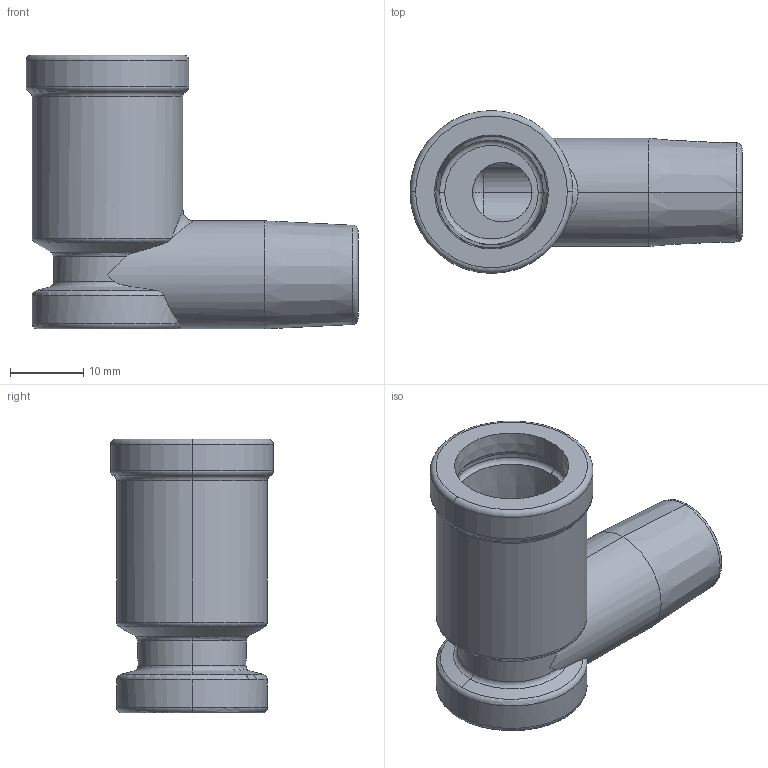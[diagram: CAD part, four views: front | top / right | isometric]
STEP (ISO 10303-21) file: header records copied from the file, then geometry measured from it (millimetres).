
FILE_DESCRIPTION (( 'STEP AP203' ), '1' );
FILE_NAME ('CB66.STEP', '2019-10-30T16:51:08', ( 'tempuser' ), ( 'Microsoft' ), 'SwSTEP 2.0', 'SolidWorks 2019', '' );
FILE_SCHEMA (( 'CONFIG_CONTROL_DESIGN' ));
Length unit declared in the file: inch
Products named in the file (1): CB66
Bounding box: 45.28 x 22.23 x 37.34 mm (x, y, z)
Volume: 10733.3 mm3; surface area: 6116 mm2
Topology: 1 solids, 1 shells, 62 faces, 144 edges, 81 vertices
Faces by surface type: torus 24, cylinder 18, cone 13, plane 5, bspline 2
Entity records: 2250 total; most frequent: CARTESIAN_POINT 804, DIRECTION 311, ORIENTED_EDGE 280, AXIS2_PLACEMENT_3D 142, EDGE_CURVE 140, VERTEX_POINT 81, CIRCLE 81, EDGE_LOOP 65
